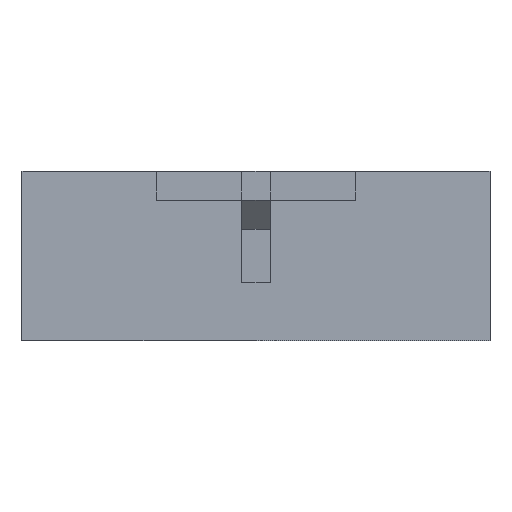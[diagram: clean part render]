
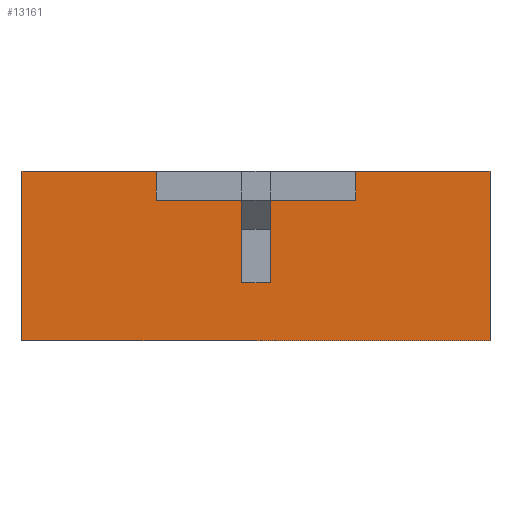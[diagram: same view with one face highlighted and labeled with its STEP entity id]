
A CAD part, left-side view. The second image highlights one B-rep face of the part: STEP entity #13161.
In plain terms, the highlighted planar face has unit normal (-1, 0, 0).
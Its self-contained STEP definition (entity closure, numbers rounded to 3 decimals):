
#2291 = VERTEX_POINT('',#2292);
#2292 = CARTESIAN_POINT('',(-22.34,-10.5,-3.8));
#2298 = EDGE_CURVE('',#2299,#2291,#2301,.T.);
#2299 = VERTEX_POINT('',#2300);
#2300 = CARTESIAN_POINT('',(-22.34,10.5,-3.8));
#2301 = LINE('',#2302,#2303);
#2302 = CARTESIAN_POINT('',(-22.34,10.5,-3.8));
#2303 = VECTOR('',#2304,1.);
#2304 = DIRECTION('',(0.,-1.,0.));
#8238 = VERTEX_POINT('',#8239);
#8239 = CARTESIAN_POINT('',(-22.34,-0.65,
    -1.2));
#8245 = EDGE_CURVE('',#8246,#8238,#8248,.T.);
#8246 = VERTEX_POINT('',#8247);
#8247 = CARTESIAN_POINT('',(-22.34,-0.65,2.5));
#8248 = LINE('',#8249,#8250);
#8249 = CARTESIAN_POINT('',(-22.34,-0.65,2.5));
#8250 = VECTOR('',#8251,1.);
#8251 = DIRECTION('',(0.,0.,-1.));
#8276 = EDGE_CURVE('',#8277,#8246,#8279,.T.);
#8277 = VERTEX_POINT('',#8278);
#8278 = CARTESIAN_POINT('',(-22.34,-4.475,2.5));
#8279 = LINE('',#8280,#8281);
#8280 = CARTESIAN_POINT('',(-22.34,-4.475,2.5));
#8281 = VECTOR('',#8282,1.);
#8282 = DIRECTION('',(0.,1.,0.));
#8372 = VERTEX_POINT('',#8373);
#8373 = CARTESIAN_POINT('',(-22.34,-4.475,
    3.8));
#8379 = EDGE_CURVE('',#8380,#8372,#8382,.T.);
#8380 = VERTEX_POINT('',#8381);
#8381 = CARTESIAN_POINT('',(-22.34,-10.5,3.8));
#8382 = LINE('',#8383,#8384);
#8383 = CARTESIAN_POINT('',(-22.34,-10.5,3.8));
#8384 = VECTOR('',#8385,1.);
#8385 = DIRECTION('',(0.,1.,0.));
#8436 = VERTEX_POINT('',#8437);
#8437 = CARTESIAN_POINT('',(-22.34,10.5,3.8));
#8443 = EDGE_CURVE('',#8444,#8436,#8446,.T.);
#8444 = VERTEX_POINT('',#8445);
#8445 = CARTESIAN_POINT('',(-22.34,4.475,
    3.8));
#8446 = LINE('',#8447,#8448);
#8447 = CARTESIAN_POINT('',(-22.34,4.475,
    3.8));
#8448 = VECTOR('',#8449,1.);
#8449 = DIRECTION('',(0.,1.,0.));
#9049 = EDGE_CURVE('',#9050,#8444,#9052,.T.);
#9050 = VERTEX_POINT('',#9051);
#9051 = CARTESIAN_POINT('',(-22.34,4.475,2.5));
#9052 = LINE('',#9053,#9054);
#9053 = CARTESIAN_POINT('',(-22.34,4.475,2.5));
#9054 = VECTOR('',#9055,1.);
#9055 = DIRECTION('',(0.,0.,1.));
#9072 = EDGE_CURVE('',#9073,#9050,#9075,.T.);
#9073 = VERTEX_POINT('',#9074);
#9074 = CARTESIAN_POINT('',(-22.34,0.65,2.5));
#9075 = LINE('',#9076,#9077);
#9076 = CARTESIAN_POINT('',(-22.34,0.65,2.5));
#9077 = VECTOR('',#9078,1.);
#9078 = DIRECTION('',(0.,1.,0.));
#13161 = ADVANCED_FACE('',(#13162),#13203,.T.);
#13162 = FACE_BOUND('',#13163,.T.);
#13163 = EDGE_LOOP('',(#13164,#13165,#13166,#13174,#13180,#13181,#13182,
    #13183,#13189,#13190,#13196,#13197));
#13164 = ORIENTED_EDGE('',*,*,#8276,.T.);
#13165 = ORIENTED_EDGE('',*,*,#8245,.T.);
#13166 = ORIENTED_EDGE('',*,*,#13167,.T.);
#13167 = EDGE_CURVE('',#8238,#13168,#13170,.T.);
#13168 = VERTEX_POINT('',#13169);
#13169 = CARTESIAN_POINT('',(-22.34,0.65,
    -1.2));
#13170 = LINE('',#13171,#13172);
#13171 = CARTESIAN_POINT('',(-22.34,-0.65,
    -1.2));
#13172 = VECTOR('',#13173,1.);
#13173 = DIRECTION('',(0.,1.,0.));
#13174 = ORIENTED_EDGE('',*,*,#13175,.T.);
#13175 = EDGE_CURVE('',#13168,#9073,#13176,.T.);
#13176 = LINE('',#13177,#13178);
#13177 = CARTESIAN_POINT('',(-22.34,0.65,
    -1.2));
#13178 = VECTOR('',#13179,1.);
#13179 = DIRECTION('',(0.,0.,1.));
#13180 = ORIENTED_EDGE('',*,*,#9072,.T.);
#13181 = ORIENTED_EDGE('',*,*,#9049,.T.);
#13182 = ORIENTED_EDGE('',*,*,#8443,.T.);
#13183 = ORIENTED_EDGE('',*,*,#13184,.T.);
#13184 = EDGE_CURVE('',#8436,#2299,#13185,.T.);
#13185 = LINE('',#13186,#13187);
#13186 = CARTESIAN_POINT('',(-22.34,10.5,3.8));
#13187 = VECTOR('',#13188,1.);
#13188 = DIRECTION('',(0.,0.,-1.));
#13189 = ORIENTED_EDGE('',*,*,#2298,.T.);
#13190 = ORIENTED_EDGE('',*,*,#13191,.T.);
#13191 = EDGE_CURVE('',#2291,#8380,#13192,.T.);
#13192 = LINE('',#13193,#13194);
#13193 = CARTESIAN_POINT('',(-22.34,-10.5,-3.8));
#13194 = VECTOR('',#13195,1.);
#13195 = DIRECTION('',(0.,0.,1.));
#13196 = ORIENTED_EDGE('',*,*,#8379,.T.);
#13197 = ORIENTED_EDGE('',*,*,#13198,.T.);
#13198 = EDGE_CURVE('',#8372,#8277,#13199,.T.);
#13199 = LINE('',#13200,#13201);
#13200 = CARTESIAN_POINT('',(-22.34,-4.475,
    3.8));
#13201 = VECTOR('',#13202,1.);
#13202 = DIRECTION('',(0.,0.,-1.));
#13203 = PLANE('',#13204);
#13204 = AXIS2_PLACEMENT_3D('',#13205,#13206,#13207);
#13205 = CARTESIAN_POINT('',(-22.34,0.,-0.051));
#13206 = DIRECTION('',(-1.,-0.,-0.));
#13207 = DIRECTION('',(0.,0.,-1.));
